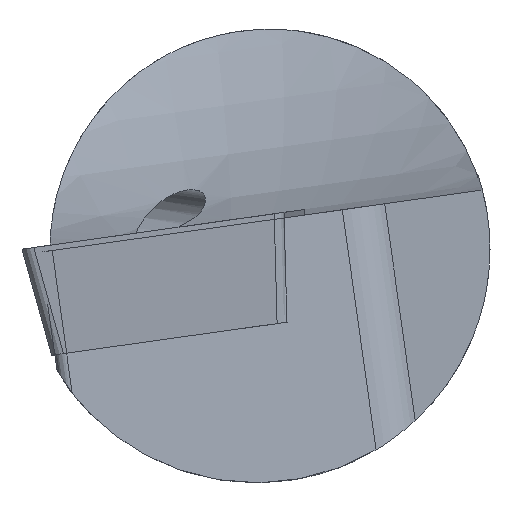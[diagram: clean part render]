
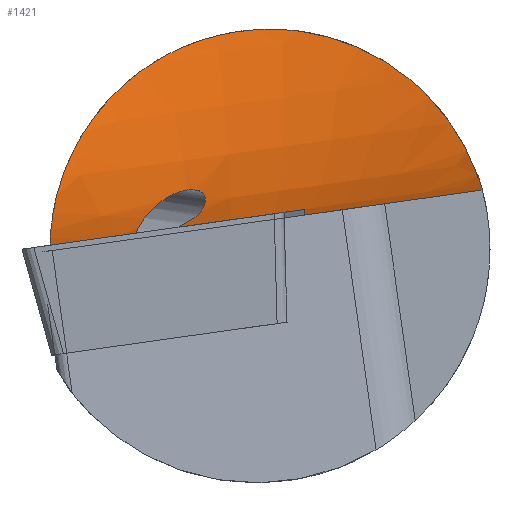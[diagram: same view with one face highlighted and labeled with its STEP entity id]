
A CAD part, front view. The second image highlights one B-rep face of the part: STEP entity #1421.
In plain terms, the highlighted toroidal (fillet/blend) face has major radius 16 mm and minor radius 16 mm.
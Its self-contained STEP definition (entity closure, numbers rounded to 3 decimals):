
#35=B_SPLINE_CURVE_WITH_KNOTS('',3,(#2317,#2318,#2319,#2320,#2321,#2322,
#2323,#2324,#2325,#2326,#2327,#2328,#2329,#2330,#2331,#2332,#2333,#2334,
#2335,#2336,#2337,#2338,#2339,#2340,#2341,#2342,#2343,#2344,#2345,#2346),
 .UNSPECIFIED.,.T.,.F.,(1,1,1,1,1,1,1,1,1,1,1,1,1,1,1,1,1,1,1,1,1,1,1,1,
1,1,1,1,1,1,1,1,1,1),(-0.001,-0.001,0.,
0.,0.,0.001,0.001,
0.002,0.003,0.004,0.005,
0.005,0.006,0.006,0.007,
0.007,0.007,0.008,0.008,
0.008,0.008,0.009,0.009,
0.01,0.011,0.012,0.013,
0.013,0.014,0.014,0.015,
0.015,0.015,0.016),.UNSPECIFIED.);
#36=B_SPLINE_CURVE_WITH_KNOTS('',3,(#2348,#2349,#2350,#2351),
 .UNSPECIFIED.,.F.,.F.,(4,4),(0.,0.001),.UNSPECIFIED.);
#37=B_SPLINE_CURVE_WITH_KNOTS('',3,(#2354,#2355,#2356,#2357),
 .UNSPECIFIED.,.F.,.F.,(4,4),(0.,0.002),.UNSPECIFIED.);
#38=B_SPLINE_CURVE_WITH_KNOTS('',3,(#2365,#2366,#2367,#2368),
 .UNSPECIFIED.,.F.,.F.,(4,4),(0.002,0.002),
 .UNSPECIFIED.);
#39=B_SPLINE_CURVE_WITH_KNOTS('',3,(#2370,#2371,#2372,#2373),
 .UNSPECIFIED.,.F.,.F.,(4,4),(0.,0.005),
 .UNSPECIFIED.);
#40=B_SPLINE_CURVE_WITH_KNOTS('',3,(#2375,#2376,#2377,#2378),
 .UNSPECIFIED.,.F.,.F.,(4,4),(0.001,0.002),
 .UNSPECIFIED.);
#41=B_SPLINE_CURVE_WITH_KNOTS('',3,(#2380,#2381,#2382,#2383,#2384,#2385,
#2386,#2387,#2388,#2389,#2390,#2391,#2392,#2393,#2394),.UNSPECIFIED.,.F.,
 .F.,(4,1,1,1,1,1,1,1,1,1,1,1,4),(0.,0.004,0.008,
0.013,0.015,0.017,0.019,
0.021,0.023,0.025,0.027,
0.03,0.034),.UNSPECIFIED.);
#50=DEGENERATE_TOROIDAL_SURFACE('',#1596,16.,16.,.T.);
#530=ORIENTED_EDGE('',*,*,#833,.T.);
#531=ORIENTED_EDGE('',*,*,#834,.T.);
#532=ORIENTED_EDGE('',*,*,#835,.F.);
#533=ORIENTED_EDGE('',*,*,#836,.T.);
#534=ORIENTED_EDGE('',*,*,#837,.T.);
#535=ORIENTED_EDGE('',*,*,#838,.T.);
#536=ORIENTED_EDGE('',*,*,#839,.F.);
#537=ORIENTED_EDGE('',*,*,#840,.T.);
#538=ORIENTED_EDGE('',*,*,#841,.T.);
#539=ORIENTED_EDGE('',*,*,#842,.T.);
#833=EDGE_CURVE('',#1003,#1003,#35,.T.);
#834=EDGE_CURVE('',#1004,#1005,#36,.T.);
#835=EDGE_CURVE('',#1006,#1005,#37,.T.);
#836=EDGE_CURVE('',#1006,#1007,#1112,.T.);
#837=EDGE_CURVE('',#1007,#1008,#1113,.T.);
#838=EDGE_CURVE('',#1008,#1009,#1114,.T.);
#839=EDGE_CURVE('',#1010,#1009,#38,.T.);
#840=EDGE_CURVE('',#1010,#1011,#39,.T.);
#841=EDGE_CURVE('',#1011,#1012,#40,.T.);
#842=EDGE_CURVE('',#1012,#1004,#41,.T.);
#1003=VERTEX_POINT('',#2347);
#1004=VERTEX_POINT('',#2352);
#1005=VERTEX_POINT('',#2353);
#1006=VERTEX_POINT('',#2358);
#1007=VERTEX_POINT('',#2360);
#1008=VERTEX_POINT('',#2362);
#1009=VERTEX_POINT('',#2364);
#1010=VERTEX_POINT('',#2369);
#1011=VERTEX_POINT('',#2374);
#1012=VERTEX_POINT('',#2379);
#1112=CIRCLE('',#1597,16.);
#1113=CIRCLE('',#1598,16.);
#1114=CIRCLE('',#1599,16.);
#1185=EDGE_LOOP('',(#530));
#1186=EDGE_LOOP('',(#531,#532,#533,#534,#535,#536,#537,#538,#539));
#1292=FACE_BOUND('',#1185,.T.);
#1293=FACE_BOUND('',#1186,.T.);
#1421=ADVANCED_FACE('',(#1292,#1293),#50,.F.);
#1596=AXIS2_PLACEMENT_3D('',#2316,#1896,#1897);
#1597=AXIS2_PLACEMENT_3D('',#2359,#1898,#1899);
#1598=AXIS2_PLACEMENT_3D('',#2361,#1900,#1901);
#1599=AXIS2_PLACEMENT_3D('',#2363,#1902,#1903);
#1896=DIRECTION('',(0.,0.139,0.99));
#1897=DIRECTION('',(0.,0.99,-0.139));
#1898=DIRECTION('',(0.,-0.139,-0.99));
#1899=DIRECTION('',(0.,0.99,-0.139));
#1900=DIRECTION('',(0.,-0.139,-0.99));
#1901=DIRECTION('',(0.,0.99,-0.139));
#1902=DIRECTION('',(0.,-0.139,-0.99));
#1903=DIRECTION('',(0.,0.99,-0.139));
#2316=CARTESIAN_POINT('',(-4.,4.354,16.608));
#2317=CARTESIAN_POINT('',(18.571,3.516,2.007));
#2318=CARTESIAN_POINT('',(18.795,3.115,2.16));
#2319=CARTESIAN_POINT('',(18.675,2.631,2.166));
#2320=CARTESIAN_POINT('',(18.269,2.412,2.013));
#2321=CARTESIAN_POINT('',(17.854,2.338,1.852));
#2322=CARTESIAN_POINT('',(17.29,2.342,1.637));
#2323=CARTESIAN_POINT('',(16.588,2.472,1.386));
#2324=CARTESIAN_POINT('',(15.774,2.727,1.13));
#2325=CARTESIAN_POINT('',(14.968,3.053,0.911));
#2326=CARTESIAN_POINT('',(14.304,3.371,0.76));
#2327=CARTESIAN_POINT('',(13.786,3.648,0.657));
#2328=CARTESIAN_POINT('',(13.403,3.871,0.588));
#2329=CARTESIAN_POINT('',(13.093,4.071,0.536));
#2330=CARTESIAN_POINT('',(12.856,4.254,0.496));
#2331=CARTESIAN_POINT('',(12.692,4.4,0.467));
#2332=CARTESIAN_POINT('',(12.555,4.634,0.429));
#2333=CARTESIAN_POINT('',(12.781,4.787,0.421));
#2334=CARTESIAN_POINT('',(12.999,4.83,0.43));
#2335=CARTESIAN_POINT('',(13.301,4.873,0.45));
#2336=CARTESIAN_POINT('',(13.679,4.889,0.487));
#2337=CARTESIAN_POINT('',(14.279,4.887,0.567));
#2338=CARTESIAN_POINT('',(15.018,4.84,0.703));
#2339=CARTESIAN_POINT('',(15.89,4.725,0.917));
#2340=CARTESIAN_POINT('',(16.742,4.538,1.185));
#2341=CARTESIAN_POINT('',(17.416,4.306,1.444));
#2342=CARTESIAN_POINT('',(17.921,4.05,1.668));
#2343=CARTESIAN_POINT('',(18.273,3.811,1.842));
#2344=CARTESIAN_POINT('',(18.571,3.516,2.007));
#2345=CARTESIAN_POINT('',(18.795,3.115,2.16));
#2346=CARTESIAN_POINT('',(18.675,2.631,2.166));
#2347=CARTESIAN_POINT('',(18.738,3.101,2.136));
#2348=CARTESIAN_POINT('',(13.828,7.998,0.184));
#2349=CARTESIAN_POINT('',(13.614,7.999,0.148));
#2350=CARTESIAN_POINT('',(13.404,8.033,0.114));
#2351=CARTESIAN_POINT('',(13.2,8.101,0.081));
#2352=CARTESIAN_POINT('',(13.828,7.998,0.184));
#2353=CARTESIAN_POINT('',(13.2,8.101,0.081));
#2354=CARTESIAN_POINT('',(10.828,8.079,-0.073));
#2355=CARTESIAN_POINT('',(11.622,8.079,-0.073));
#2356=CARTESIAN_POINT('',(12.413,8.086,-0.022));
#2357=CARTESIAN_POINT('',(13.2,8.101,0.081));
#2358=CARTESIAN_POINT('',(10.828,8.079,-0.073));
#2359=CARTESIAN_POINT('',(-4.,2.127,0.764));
#2360=CARTESIAN_POINT('',(11.759,-0.611,1.149));
#2361=CARTESIAN_POINT('',(-4.,2.127,0.764));
#2362=CARTESIAN_POINT('',(11.557,-1.576,1.284));
#2363=CARTESIAN_POINT('',(-4.,2.127,0.764));
#2364=CARTESIAN_POINT('',(8.577,-7.667,2.14));
#2365=CARTESIAN_POINT('',(8.677,-7.724,2.149));
#2366=CARTESIAN_POINT('',(8.643,-7.705,2.146));
#2367=CARTESIAN_POINT('',(8.61,-7.686,2.143));
#2368=CARTESIAN_POINT('',(8.577,-7.667,2.14));
#2369=CARTESIAN_POINT('',(8.677,-7.724,2.149));
#2370=CARTESIAN_POINT('',(8.677,-7.724,2.149));
#2371=CARTESIAN_POINT('',(10.315,-7.722,2.158));
#2372=CARTESIAN_POINT('',(11.926,-7.685,2.322));
#2373=CARTESIAN_POINT('',(13.503,-7.572,2.665));
#2374=CARTESIAN_POINT('',(13.503,-7.572,2.665));
#2375=CARTESIAN_POINT('',(13.503,-7.572,2.665));
#2376=CARTESIAN_POINT('',(13.61,-7.546,2.683));
#2377=CARTESIAN_POINT('',(13.719,-7.529,2.705));
#2378=CARTESIAN_POINT('',(13.828,-7.52,2.73));
#2379=CARTESIAN_POINT('',(13.828,-7.52,2.73));
#2380=CARTESIAN_POINT('',(13.828,-7.52,2.73));
#2381=CARTESIAN_POINT('',(15.214,-7.403,3.051));
#2382=CARTESIAN_POINT('',(17.86,-7.041,3.946));
#2383=CARTESIAN_POINT('',(21.458,-5.653,5.897));
#2384=CARTESIAN_POINT('',(23.784,-3.303,7.483));
#2385=CARTESIAN_POINT('',(24.894,-0.687,8.061));
#2386=CARTESIAN_POINT('',(25.233,1.452,7.967));
#2387=CARTESIAN_POINT('',(25.015,3.518,7.289));
#2388=CARTESIAN_POINT('',(24.256,5.221,6.163));
#2389=CARTESIAN_POINT('',(23.055,6.448,4.831));
#2390=CARTESIAN_POINT('',(21.556,7.228,3.522));
#2391=CARTESIAN_POINT('',(19.814,7.68,2.334));
#2392=CARTESIAN_POINT('',(17.312,7.97,1.043));
#2393=CARTESIAN_POINT('',(15.24,7.992,0.421));
#2394=CARTESIAN_POINT('',(13.828,7.998,0.184));
